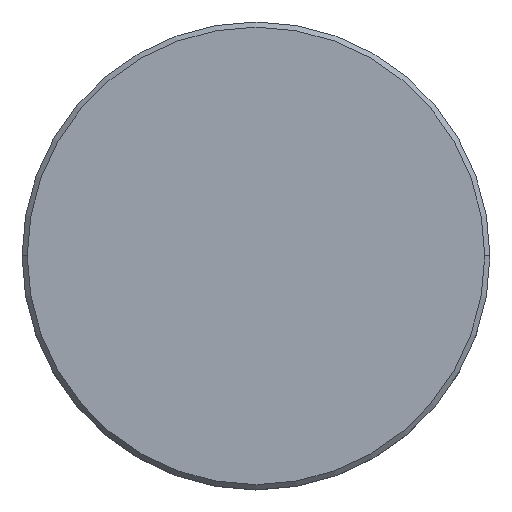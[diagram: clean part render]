
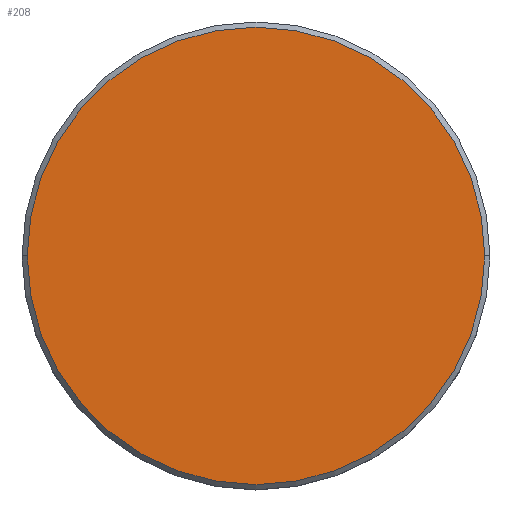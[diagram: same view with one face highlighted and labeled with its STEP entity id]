
A CAD part, top view. The second image highlights one B-rep face of the part: STEP entity #208.
In plain terms, the highlighted planar face has unit normal (0, 0, 1).
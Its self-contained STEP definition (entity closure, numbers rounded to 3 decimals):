
#55 = ORIENTED_EDGE ( 'NONE', *, *, #826, .T. ) ;
#56 = AXIS2_PLACEMENT_3D ( 'NONE', #596, #992, #180 ) ;
#154 = EDGE_LOOP ( 'NONE', ( #55, #1061 ) ) ;
#180 = DIRECTION ( 'NONE',  ( 1., 0., 0. ) ) ;
#208 = ADVANCED_FACE ( 'NONE', ( #670 ), #260, .T. ) ;
#238 = CARTESIAN_POINT ( 'NONE',  ( 0., 0., 0. ) ) ;
#250 = CARTESIAN_POINT ( 'NONE',  ( -22., 0., 0. ) ) ;
#260 = PLANE ( 'NONE',  #56 ) ;
#311 = AXIS2_PLACEMENT_3D ( 'NONE', #859, #384, #697 ) ;
#384 = DIRECTION ( 'NONE',  ( 0., 0., 1. ) ) ;
#393 = CIRCLE ( 'NONE', #918, 22. ) ;
#398 = VERTEX_POINT ( 'NONE', #250 ) ;
#564 = DIRECTION ( 'NONE',  ( 1., 0., 0. ) ) ;
#596 = CARTESIAN_POINT ( 'NONE',  ( 0., 0., 0. ) ) ;
#670 = FACE_OUTER_BOUND ( 'NONE', #154, .T. ) ;
#682 = CIRCLE ( 'NONE', #311, 22. ) ;
#697 = DIRECTION ( 'NONE',  ( 1., 0., 0. ) ) ;
#772 = VERTEX_POINT ( 'NONE', #777 ) ;
#777 = CARTESIAN_POINT ( 'NONE',  ( 22., 0., 0. ) ) ;
#826 = EDGE_CURVE ( 'NONE', #398, #772, #682, .T. ) ;
#859 = CARTESIAN_POINT ( 'NONE',  ( 0., 0., 0. ) ) ;
#897 = DIRECTION ( 'NONE',  ( 0., 0., 1. ) ) ;
#918 = AXIS2_PLACEMENT_3D ( 'NONE', #238, #897, #564 ) ;
#992 = DIRECTION ( 'NONE',  ( 0., 0., 1. ) ) ;
#1028 = EDGE_CURVE ( 'NONE', #772, #398, #393, .T. ) ;
#1061 = ORIENTED_EDGE ( 'NONE', *, *, #1028, .T. ) ;
